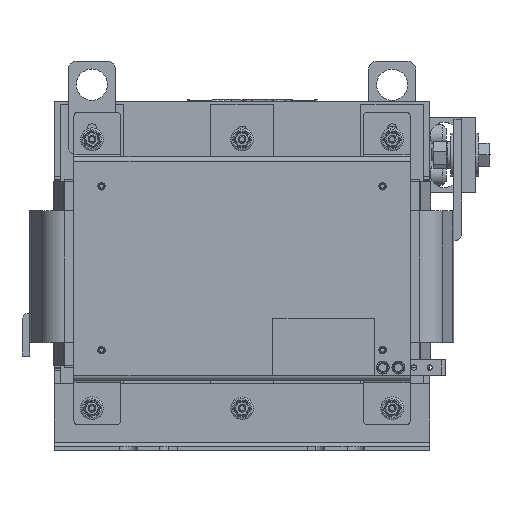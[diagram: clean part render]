
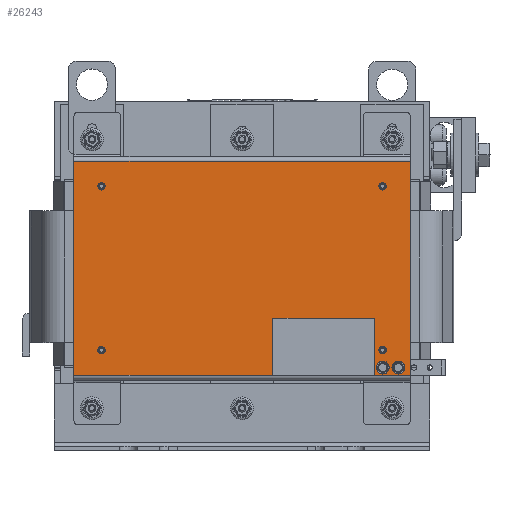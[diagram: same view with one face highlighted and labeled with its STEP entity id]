
A CAD part, top view. The second image highlights one B-rep face of the part: STEP entity #26243.
In plain terms, the highlighted face is planar.
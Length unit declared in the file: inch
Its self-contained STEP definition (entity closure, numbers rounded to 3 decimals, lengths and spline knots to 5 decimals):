
#1861=FACE_BOUND('',#5299,.T.);
#1862=FACE_BOUND('',#5300,.T.);
#1863=FACE_BOUND('',#5301,.T.);
#1864=FACE_BOUND('',#5302,.T.);
#1865=FACE_BOUND('',#5303,.T.);
#1866=FACE_BOUND('',#5304,.T.);
#2548=PLANE('',#28794);
#3740=FACE_OUTER_BOUND('',#5298,.T.);
#5298=EDGE_LOOP('',(#22317,#22318,#22319,#22320));
#5299=EDGE_LOOP('',(#22321));
#5300=EDGE_LOOP('',(#22322));
#5301=EDGE_LOOP('',(#22323,#22324));
#5302=EDGE_LOOP('',(#22325,#22326));
#5303=EDGE_LOOP('',(#22327,#22328));
#5304=EDGE_LOOP('',(#22329,#22330));
#7623=LINE('',#44564,#10026);
#7626=LINE('',#44570,#10029);
#7632=LINE('',#44589,#10035);
#7633=LINE('',#44591,#10036);
#10026=VECTOR('',#33879,0.3937);
#10029=VECTOR('',#33884,0.3937);
#10035=VECTOR('',#33912,0.3937);
#10036=VECTOR('',#33915,0.3937);
#11060=CIRCLE('',#28688,0.098);
#11063=CIRCLE('',#28692,0.098);
#11084=CIRCLE('',#28756,0.068);
#11085=CIRCLE('',#28757,0.068);
#11087=CIRCLE('',#28760,0.068);
#11088=CIRCLE('',#28761,0.068);
#11090=CIRCLE('',#28764,0.068);
#11091=CIRCLE('',#28765,0.068);
#11093=CIRCLE('',#28768,0.068);
#11094=CIRCLE('',#28769,0.068);
#13051=VERTEX_POINT('',#44334);
#13054=VERTEX_POINT('',#44342);
#13095=VERTEX_POINT('',#44512);
#13096=VERTEX_POINT('',#44513);
#13098=VERTEX_POINT('',#44520);
#13099=VERTEX_POINT('',#44521);
#13101=VERTEX_POINT('',#44528);
#13102=VERTEX_POINT('',#44529);
#13104=VERTEX_POINT('',#44536);
#13105=VERTEX_POINT('',#44537);
#13110=VERTEX_POINT('',#44555);
#13111=VERTEX_POINT('',#44559);
#13113=VERTEX_POINT('',#44568);
#13115=VERTEX_POINT('',#44584);
#16188=EDGE_CURVE('',#13051,#13051,#11060,.T.);
#16192=EDGE_CURVE('',#13054,#13054,#11063,.T.);
#16277=EDGE_CURVE('',#13095,#13096,#11084,.T.);
#16278=EDGE_CURVE('',#13096,#13095,#11085,.T.);
#16281=EDGE_CURVE('',#13098,#13099,#11087,.T.);
#16282=EDGE_CURVE('',#13099,#13098,#11088,.T.);
#16285=EDGE_CURVE('',#13101,#13102,#11090,.T.);
#16286=EDGE_CURVE('',#13102,#13101,#11091,.T.);
#16289=EDGE_CURVE('',#13104,#13105,#11093,.T.);
#16290=EDGE_CURVE('',#13105,#13104,#11094,.T.);
#16303=EDGE_CURVE('',#13110,#13111,#7623,.T.);
#16306=EDGE_CURVE('',#13113,#13111,#7626,.T.);
#16316=EDGE_CURVE('',#13113,#13115,#7632,.T.);
#16317=EDGE_CURVE('',#13110,#13115,#7633,.T.);
#22317=ORIENTED_EDGE('',*,*,#16303,.T.);
#22318=ORIENTED_EDGE('',*,*,#16306,.F.);
#22319=ORIENTED_EDGE('',*,*,#16316,.T.);
#22320=ORIENTED_EDGE('',*,*,#16317,.F.);
#22321=ORIENTED_EDGE('',*,*,#16188,.T.);
#22322=ORIENTED_EDGE('',*,*,#16192,.T.);
#22323=ORIENTED_EDGE('',*,*,#16277,.T.);
#22324=ORIENTED_EDGE('',*,*,#16278,.T.);
#22325=ORIENTED_EDGE('',*,*,#16281,.T.);
#22326=ORIENTED_EDGE('',*,*,#16282,.T.);
#22327=ORIENTED_EDGE('',*,*,#16285,.T.);
#22328=ORIENTED_EDGE('',*,*,#16286,.T.);
#22329=ORIENTED_EDGE('',*,*,#16289,.T.);
#22330=ORIENTED_EDGE('',*,*,#16290,.T.);
#26243=ADVANCED_FACE('',(#3740,#1861,#1862,#1863,#1864,#1865,#1866),#2548,
 .F.);
#28688=AXIS2_PLACEMENT_3D('',#44336,#33618,#33619);
#28692=AXIS2_PLACEMENT_3D('',#44344,#33627,#33628);
#28756=AXIS2_PLACEMENT_3D('',#44514,#33819,#33820);
#28757=AXIS2_PLACEMENT_3D('',#44515,#33821,#33822);
#28760=AXIS2_PLACEMENT_3D('',#44522,#33828,#33829);
#28761=AXIS2_PLACEMENT_3D('',#44523,#33830,#33831);
#28764=AXIS2_PLACEMENT_3D('',#44530,#33837,#33838);
#28765=AXIS2_PLACEMENT_3D('',#44531,#33839,#33840);
#28768=AXIS2_PLACEMENT_3D('',#44538,#33846,#33847);
#28769=AXIS2_PLACEMENT_3D('',#44539,#33848,#33849);
#28794=AXIS2_PLACEMENT_3D('',#44592,#33916,#33917);
#33618=DIRECTION('center_axis',(0.,0.,1.));
#33619=DIRECTION('ref_axis',(1.,0.,0.));
#33627=DIRECTION('center_axis',(0.,0.,1.));
#33628=DIRECTION('ref_axis',(1.,0.,0.));
#33819=DIRECTION('center_axis',(0.,0.,1.));
#33820=DIRECTION('ref_axis',(-1.,0.,0.));
#33821=DIRECTION('center_axis',(0.,0.,1.));
#33822=DIRECTION('ref_axis',(-1.,0.,0.));
#33828=DIRECTION('center_axis',(0.,0.,1.));
#33829=DIRECTION('ref_axis',(-1.,0.,0.));
#33830=DIRECTION('center_axis',(0.,0.,1.));
#33831=DIRECTION('ref_axis',(-1.,0.,0.));
#33837=DIRECTION('center_axis',(0.,0.,1.));
#33838=DIRECTION('ref_axis',(-1.,0.,0.));
#33839=DIRECTION('center_axis',(0.,0.,1.));
#33840=DIRECTION('ref_axis',(-1.,0.,0.));
#33846=DIRECTION('center_axis',(0.,0.,1.));
#33847=DIRECTION('ref_axis',(-1.,0.,0.));
#33848=DIRECTION('center_axis',(0.,0.,1.));
#33849=DIRECTION('ref_axis',(-1.,0.,0.));
#33879=DIRECTION('',(-1.,0.,0.));
#33884=DIRECTION('',(0.,-1.,0.));
#33912=DIRECTION('',(1.,0.,0.));
#33915=DIRECTION('',(0.,1.,0.));
#33916=DIRECTION('center_axis',(0.,0.,1.));
#33917=DIRECTION('ref_axis',(1.,0.,0.));
#44334=CARTESIAN_POINT('',(0.277,0.4,0.));
#44336=CARTESIAN_POINT('Origin',(0.375,0.4,0.));
#44342=CARTESIAN_POINT('',(0.777,0.4,0.));
#44344=CARTESIAN_POINT('Origin',(0.875,0.4,0.));
#44512=CARTESIAN_POINT('',(0.81214,6.1951,0.));
#44513=CARTESIAN_POINT('',(0.94814,6.1951,0.));
#44514=CARTESIAN_POINT('Origin',(0.88014,6.1951,0.));
#44515=CARTESIAN_POINT('Origin',(0.88014,6.1951,0.));
#44520=CARTESIAN_POINT('',(9.802,6.1951,0.));
#44521=CARTESIAN_POINT('',(9.938,6.1951,0.));
#44522=CARTESIAN_POINT('Origin',(9.87,6.1951,0.));
#44523=CARTESIAN_POINT('Origin',(9.87,6.1951,0.));
#44528=CARTESIAN_POINT('',(9.802,0.9551,0.));
#44529=CARTESIAN_POINT('',(9.938,0.9551,0.));
#44530=CARTESIAN_POINT('Origin',(9.87,0.9551,0.));
#44531=CARTESIAN_POINT('Origin',(9.87,0.9551,0.));
#44536=CARTESIAN_POINT('',(0.812,0.9551,0.));
#44537=CARTESIAN_POINT('',(0.948,0.9551,0.));
#44538=CARTESIAN_POINT('Origin',(0.88,0.9551,0.));
#44539=CARTESIAN_POINT('Origin',(0.88,0.9551,0.));
#44555=CARTESIAN_POINT('',(10.75,0.1494,0.));
#44559=CARTESIAN_POINT('',(0.,0.1494,0.));
#44564=CARTESIAN_POINT('',(2.6875,0.1494,0.));
#44568=CARTESIAN_POINT('',(0.,7.0006,0.));
#44570=CARTESIAN_POINT('',(0.,7.15,0.));
#44584=CARTESIAN_POINT('',(10.75,7.0006,0.));
#44589=CARTESIAN_POINT('',(8.0625,7.0006,0.));
#44591=CARTESIAN_POINT('',(10.75,0.,0.));
#44592=CARTESIAN_POINT('Origin',(5.375,3.575,0.));
